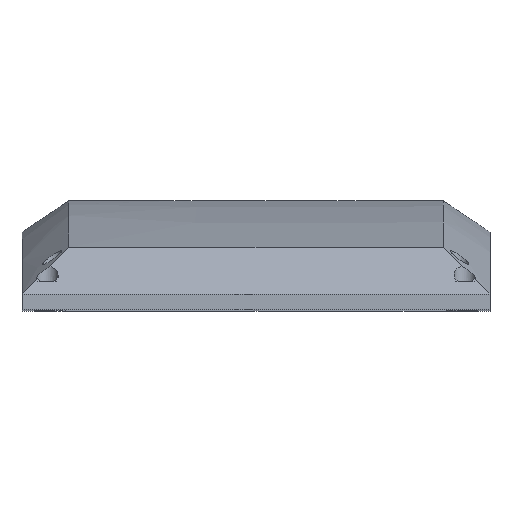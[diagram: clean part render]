
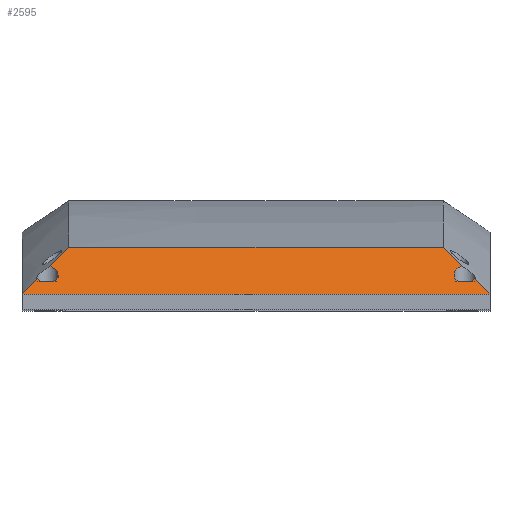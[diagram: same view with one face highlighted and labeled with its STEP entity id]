
A CAD part, top view. The second image highlights one B-rep face of the part: STEP entity #2595.
In plain terms, the highlighted planar face has unit normal (0, 0.792, 0.611).
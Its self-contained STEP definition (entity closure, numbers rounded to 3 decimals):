
#79=ELLIPSE('',#2766,4.419,3.5);
#80=ELLIPSE('',#2767,4.419,3.5);
#81=ELLIPSE('',#2768,4.419,3.5);
#82=ELLIPSE('',#2769,4.419,3.5);
#193=FACE_OUTER_BOUND('',#350,.T.);
#350=EDGE_LOOP('',(#1930,#1931,#1932,#1933,#1934,#1935,#1936,#1937,#1938,
#1939,#1940,#1941,#1942,#1943));
#529=B_SPLINE_CURVE_WITH_KNOTS('',3,(#4440,#4441,#4442,#4443,#4444,#4445),
 .UNSPECIFIED.,.F.,.F.,(4,2,4),(0.,0.461,0.933),
 .UNSPECIFIED.);
#530=B_SPLINE_CURVE_WITH_KNOTS('',3,(#4452,#4453,#4454,#4455,#4456,#4457),
 .UNSPECIFIED.,.F.,.F.,(4,2,4),(0.,0.591,1.181),
 .UNSPECIFIED.);
#531=B_SPLINE_CURVE_WITH_KNOTS('',3,(#4459,#4460,#4461,#4462,#4463,#4464),
 .UNSPECIFIED.,.F.,.F.,(4,2,4),(0.,0.59,1.173),
 .UNSPECIFIED.);
#532=B_SPLINE_CURVE_WITH_KNOTS('',3,(#4472,#4473,#4474,#4475,#4476,#4477),
 .UNSPECIFIED.,.F.,.F.,(4,2,4),(0.,0.474,0.936),
 .UNSPECIFIED.);
#706=LINE('',#4357,#917);
#708=LINE('',#4381,#919);
#709=LINE('',#4438,#920);
#710=LINE('',#4449,#921);
#711=LINE('',#4468,#922);
#712=LINE('',#4478,#923);
#917=VECTOR('',#3083,10.);
#919=VECTOR('',#3085,10.);
#920=VECTOR('',#3088,10.);
#921=VECTOR('',#3091,10.);
#922=VECTOR('',#3096,10.);
#923=VECTOR('',#3099,10.);
#1172=VERTEX_POINT('',#4354);
#1173=VERTEX_POINT('',#4356);
#1174=VERTEX_POINT('',#4379);
#1175=VERTEX_POINT('',#4380);
#1176=VERTEX_POINT('',#4437);
#1177=VERTEX_POINT('',#4439);
#1178=VERTEX_POINT('',#4446);
#1179=VERTEX_POINT('',#4448);
#1180=VERTEX_POINT('',#4450);
#1181=VERTEX_POINT('',#4458);
#1182=VERTEX_POINT('',#4465);
#1183=VERTEX_POINT('',#4467);
#1184=VERTEX_POINT('',#4469);
#1185=VERTEX_POINT('',#4471);
#1469=EDGE_CURVE('',#1173,#1172,#706,.T.);
#1471=EDGE_CURVE('',#1174,#1175,#708,.T.);
#1476=EDGE_CURVE('',#1172,#1176,#709,.T.);
#1477=EDGE_CURVE('',#1177,#1176,#529,.T.);
#1478=EDGE_CURVE('',#1177,#1178,#79,.T.);
#1479=EDGE_CURVE('',#1178,#1179,#710,.T.);
#1480=EDGE_CURVE('',#1179,#1180,#80,.T.);
#1481=EDGE_CURVE('',#1174,#1180,#530,.T.);
#1482=EDGE_CURVE('',#1181,#1175,#531,.T.);
#1483=EDGE_CURVE('',#1181,#1182,#81,.T.);
#1484=EDGE_CURVE('',#1182,#1183,#711,.T.);
#1485=EDGE_CURVE('',#1183,#1184,#82,.T.);
#1486=EDGE_CURVE('',#1185,#1184,#532,.T.);
#1487=EDGE_CURVE('',#1185,#1173,#712,.T.);
#1930=ORIENTED_EDGE('',*,*,#1469,.T.);
#1931=ORIENTED_EDGE('',*,*,#1476,.T.);
#1932=ORIENTED_EDGE('',*,*,#1477,.F.);
#1933=ORIENTED_EDGE('',*,*,#1478,.T.);
#1934=ORIENTED_EDGE('',*,*,#1479,.T.);
#1935=ORIENTED_EDGE('',*,*,#1480,.T.);
#1936=ORIENTED_EDGE('',*,*,#1481,.F.);
#1937=ORIENTED_EDGE('',*,*,#1471,.T.);
#1938=ORIENTED_EDGE('',*,*,#1482,.F.);
#1939=ORIENTED_EDGE('',*,*,#1483,.T.);
#1940=ORIENTED_EDGE('',*,*,#1484,.T.);
#1941=ORIENTED_EDGE('',*,*,#1485,.T.);
#1942=ORIENTED_EDGE('',*,*,#1486,.F.);
#1943=ORIENTED_EDGE('',*,*,#1487,.T.);
#2510=PLANE('',#2765);
#2595=ADVANCED_FACE('',(#193),#2510,.T.);
#2765=AXIS2_PLACEMENT_3D('',#4436,#3086,#3087);
#2766=AXIS2_PLACEMENT_3D('',#4447,#3089,#3090);
#2767=AXIS2_PLACEMENT_3D('',#4451,#3092,#3093);
#2768=AXIS2_PLACEMENT_3D('',#4466,#3094,#3095);
#2769=AXIS2_PLACEMENT_3D('',#4470,#3097,#3098);
#3083=DIRECTION('',(1.,0.,0.));
#3085=DIRECTION('',(-1.,0.,0.));
#3086=DIRECTION('center_axis',(0.,0.792,0.61));
#3087=DIRECTION('ref_axis',(1.,0.,0.));
#3088=DIRECTION('',(0.,0.61,-0.792));
#3089=DIRECTION('center_axis',(0.,-0.792,-0.61));
#3090=DIRECTION('ref_axis',(0.,0.61,-0.792));
#3091=DIRECTION('',(-1.,0.,0.));
#3092=DIRECTION('center_axis',(0.,-0.792,-0.61));
#3093=DIRECTION('ref_axis',(0.,0.61,-0.792));
#3094=DIRECTION('center_axis',(0.,-0.792,-0.61));
#3095=DIRECTION('ref_axis',(0.,0.61,-0.792));
#3096=DIRECTION('',(-1.,0.,0.));
#3097=DIRECTION('center_axis',(0.,-0.792,-0.61));
#3098=DIRECTION('ref_axis',(0.,0.61,-0.792));
#3099=DIRECTION('',(0.,-0.61,0.792));
#4354=CARTESIAN_POINT('',(75.008,145.313,-74.115));
#4356=CARTESIAN_POINT('',(-74.392,145.313,-74.115));
#4357=CARTESIAN_POINT('',(-74.392,145.313,-74.115));
#4379=CARTESIAN_POINT('',(60.008,160.252,-93.496));
#4380=CARTESIAN_POINT('',(-59.392,160.252,-93.496));
#4381=CARTESIAN_POINT('',(60.008,160.252,-93.496));
#4436=CARTESIAN_POINT('Origin',(75.008,152.782,-83.805));
#4437=CARTESIAN_POINT('',(75.008,145.371,-74.19));
#4438=CARTESIAN_POINT('',(75.008,145.313,-74.115));
#4439=CARTESIAN_POINT('',(70.074,150.179,-80.428));
#4440=CARTESIAN_POINT('Ctrl Pts',(70.074,150.179,-80.428));
#4441=CARTESIAN_POINT('Ctrl Pts',(70.88,149.381,-79.392));
#4442=CARTESIAN_POINT('Ctrl Pts',(71.689,148.583,-78.357));
#4443=CARTESIAN_POINT('Ctrl Pts',(73.339,146.974,-76.269));
#4444=CARTESIAN_POINT('Ctrl Pts',(74.157,146.183,-75.244));
#4445=CARTESIAN_POINT('Ctrl Pts',(75.008,145.371,-74.19));
#4446=CARTESIAN_POINT('',(69.094,149.313,-79.304));
#4447=CARTESIAN_POINT('Origin',(67.008,151.479,-82.115));
#4448=CARTESIAN_POINT('',(64.922,149.313,-79.304));
#4449=CARTESIAN_POINT('',(69.094,149.313,-79.304));
#4450=CARTESIAN_POINT('',(66.154,154.096,-85.509));
#4451=CARTESIAN_POINT('Origin',(67.008,151.479,-82.115));
#4452=CARTESIAN_POINT('Ctrl Pts',(60.008,160.252,-93.496));
#4453=CARTESIAN_POINT('Ctrl Pts',(61.04,159.228,-92.168));
#4454=CARTESIAN_POINT('Ctrl Pts',(62.066,158.202,-90.836));
#4455=CARTESIAN_POINT('Ctrl Pts',(64.112,156.15,-88.174));
#4456=CARTESIAN_POINT('Ctrl Pts',(65.132,155.122,-86.841));
#4457=CARTESIAN_POINT('Ctrl Pts',(66.154,154.096,-85.509));
#4458=CARTESIAN_POINT('',(-65.539,154.096,-85.509));
#4459=CARTESIAN_POINT('Ctrl Pts',(-65.539,154.096,-85.509));
#4460=CARTESIAN_POINT('Ctrl Pts',(-64.516,155.122,-86.841));
#4461=CARTESIAN_POINT('Ctrl Pts',(-63.496,156.15,-88.174));
#4462=CARTESIAN_POINT('Ctrl Pts',(-61.463,158.188,-90.819));
#4463=CARTESIAN_POINT('Ctrl Pts',(-60.431,159.221,-92.158));
#4464=CARTESIAN_POINT('Ctrl Pts',(-59.392,160.252,-93.496));
#4465=CARTESIAN_POINT('',(-64.306,149.313,-79.304));
#4466=CARTESIAN_POINT('Origin',(-66.392,151.479,-82.115));
#4467=CARTESIAN_POINT('',(-68.478,149.313,-79.304));
#4468=CARTESIAN_POINT('',(-64.306,149.313,-79.304));
#4469=CARTESIAN_POINT('',(-69.459,150.179,-80.428));
#4470=CARTESIAN_POINT('Origin',(-66.392,151.479,-82.115));
#4471=CARTESIAN_POINT('',(-74.392,145.371,-74.19));
#4472=CARTESIAN_POINT('Ctrl Pts',(-74.392,145.371,-74.19));
#4473=CARTESIAN_POINT('Ctrl Pts',(-73.541,146.184,-75.244));
#4474=CARTESIAN_POINT('Ctrl Pts',(-72.722,146.975,-76.27));
#4475=CARTESIAN_POINT('Ctrl Pts',(-71.073,148.584,-78.358));
#4476=CARTESIAN_POINT('Ctrl Pts',(-70.264,149.381,-79.392));
#4477=CARTESIAN_POINT('Ctrl Pts',(-69.459,150.179,-80.428));
#4478=CARTESIAN_POINT('',(-74.392,145.371,-74.19));
